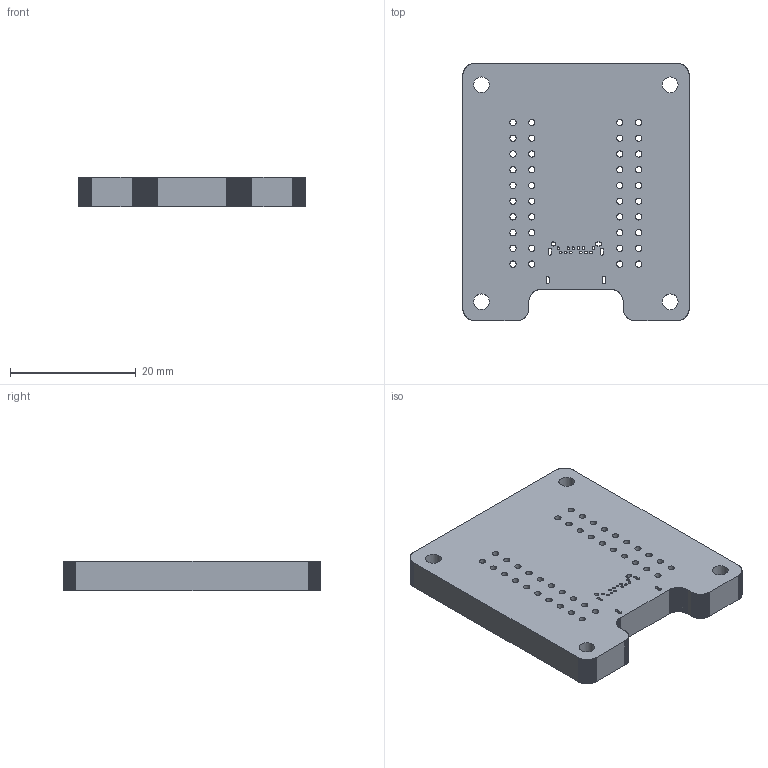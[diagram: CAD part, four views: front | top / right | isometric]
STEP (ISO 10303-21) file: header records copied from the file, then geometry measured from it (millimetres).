
FILE_DESCRIPTION(('KiCad electronic assembly'),'2;1');
FILE_NAME('J533DreamPCB.step','2022-07-30T11:11:48',('Pcbnew'),('Kicad') ,'Open CASCADE STEP processor 7.6','KiCad to STEP converter','Unknown' );
FILE_SCHEMA(('AUTOMOTIVE_DESIGN { 1 0 10303 214 1 1 1 1 }'));
Length unit declared in the file: millimetre
Products named in the file (2): J533DreamPCB 1; J533DreamPCB PCB
Assembly tree (1 placements, depth 2):
  J533DreamPCB 1
    J533DreamPCB PCB
Bounding box: 36 x 41 x 4.69 mm (x, y, z)
Volume: 6294.3 mm3; surface area: 4304.3 mm2
Topology: 1 solids, 1 shells, 343 faces, 1023 edges, 682 vertices
Faces by surface type: plane 276, cylinder 67
Full cylindrical faces by diameter (mm): 0.4 x12, 0.65 x1, 1 x40, 2.5 x4
Entity records: 25407 total; most frequent: CARTESIAN_POINT 4900, DIRECTION 3759, LINE 2801, VECTOR 2801, ORIENTED_EDGE 2046, PCURVE 2046, DEFINITIONAL_REPRESENTATION 2046, EDGE_CURVE 1023
